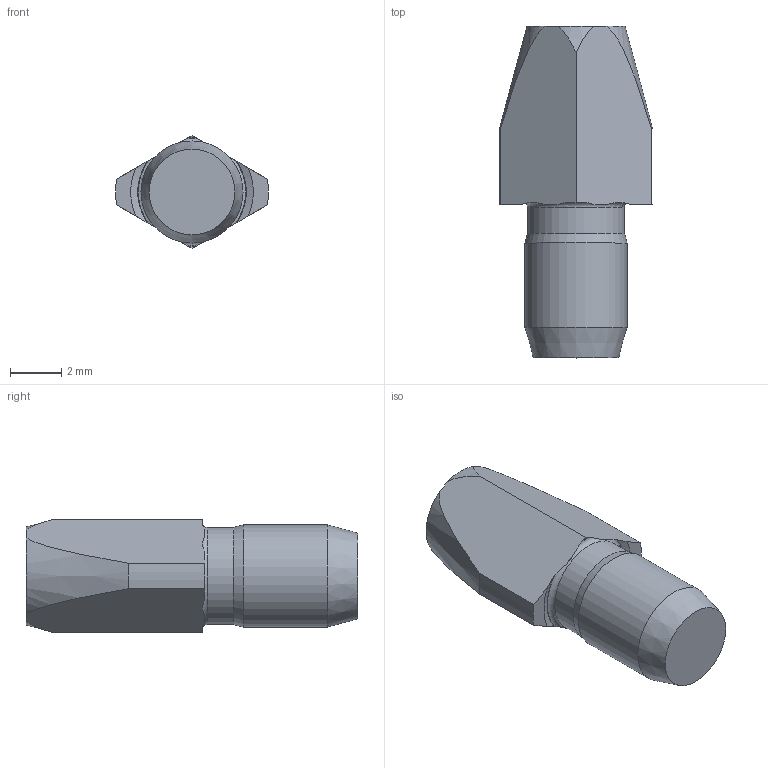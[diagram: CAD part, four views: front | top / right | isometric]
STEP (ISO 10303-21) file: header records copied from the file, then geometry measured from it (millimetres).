
FILE_DESCRIPTION( ( 'STEP AP214' ), '1' );
FILE_NAME( 'K0293.406.stp', '2020-11-27T12:54:13', ( '' ), ( '' ), ' ', 'PARTsolutions', ' ' );
FILE_SCHEMA( ( 'AUTOMOTIVE_DESIGN { 1 0 10303 214 1 1 1 1 }' ) );
Length unit declared in the file: millimetre
Products named in the file (1): _K0293.406
Bounding box: 5.99 x 13 x 4.42 mm (x, y, z)
Volume: 177.1 mm3; surface area: 203.1 mm2
Topology: 1 solids, 1 shells, 31 faces, 83 edges, 54 vertices
Faces by surface type: plane 16, cone 10, cylinder 4, torus 1
Full cylindrical faces by diameter (mm): 3.8 x1, 4 x1
Entity records: 1274 total; most frequent: CARTESIAN_POINT 282, ORIENTED_EDGE 154, DIRECTION 144, EDGE_CURVE 77, AXIS2_PLACEMENT_3D 59, VERTEX_POINT 53, EDGE_LOOP 36, FACE_OUTER_BOUND 34
